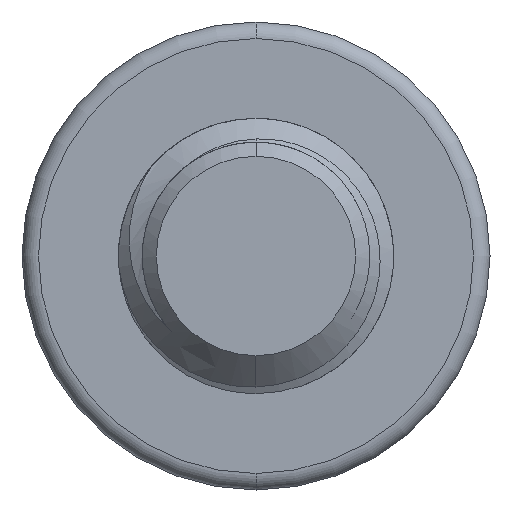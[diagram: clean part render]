
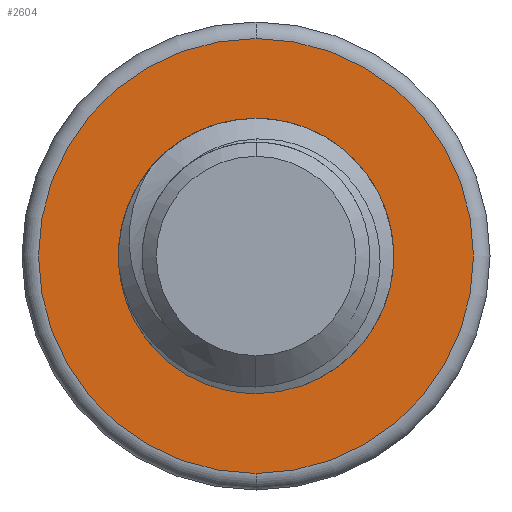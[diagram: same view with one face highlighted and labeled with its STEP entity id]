
A CAD part, front view. The second image highlights one B-rep face of the part: STEP entity #2604.
In plain terms, the highlighted planar face has unit normal (0, -1, 0).
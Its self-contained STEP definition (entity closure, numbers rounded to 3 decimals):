
#11 = ORIENTED_EDGE ( 'NONE', *, *, #547, .T. ) ;
#57 = VERTEX_POINT ( 'NONE', #2268 ) ;
#84 = EDGE_CURVE ( 'NONE', #57, #5576, #1957, .T. ) ;
#139 = ORIENTED_EDGE ( 'NONE', *, *, #3383, .T. ) ;
#143 = EDGE_CURVE ( 'NONE', #5576, #57, #4070, .T. ) ;
#220 = AXIS2_PLACEMENT_3D ( 'NONE', #4249, #2686, #3681 ) ;
#541 = DIRECTION ( 'NONE',  ( 0., 1., 0. ) ) ;
#547 = EDGE_CURVE ( 'NONE', #6596, #2216, #5336, .T. ) ;
#666 = CARTESIAN_POINT ( 'NONE',  ( 0., 85., 0. ) ) ;
#674 = CARTESIAN_POINT ( 'NONE',  ( 0., 85., 2.5 ) ) ;
#966 = FACE_OUTER_BOUND ( 'NONE', #2180, .T. ) ;
#1505 = DIRECTION ( 'NONE',  ( 0., 1., 0. ) ) ;
#1517 = CARTESIAN_POINT ( 'NONE',  ( 0., 85., 3.95 ) ) ;
#1579 = CARTESIAN_POINT ( 'NONE',  ( 0., 85., -2.5 ) ) ;
#1799 = DIRECTION ( 'NONE',  ( 0., 0., 1. ) ) ;
#1957 = CIRCLE ( 'NONE', #3943, 3.95 ) ;
#2074 = AXIS2_PLACEMENT_3D ( 'NONE', #7064, #1505, #3742 ) ;
#2180 = EDGE_LOOP ( 'NONE', ( #4585, #6829 ) ) ;
#2216 = VERTEX_POINT ( 'NONE', #1579 ) ;
#2268 = CARTESIAN_POINT ( 'NONE',  ( 0., 85., -3.95 ) ) ;
#2604 = ADVANCED_FACE ( 'NONE', ( #966, #5937 ), #6489, .F. ) ;
#2686 = DIRECTION ( 'NONE',  ( 0., 1., 0. ) ) ;
#3207 = DIRECTION ( 'NONE',  ( 0., 0., 1. ) ) ;
#3316 = CARTESIAN_POINT ( 'NONE',  ( 0., 85., 0. ) ) ;
#3383 = EDGE_CURVE ( 'NONE', #2216, #6596, #6879, .T. ) ;
#3681 = DIRECTION ( 'NONE',  ( 0., 0., 1. ) ) ;
#3742 = DIRECTION ( 'NONE',  ( 0., 0., 1. ) ) ;
#3943 = AXIS2_PLACEMENT_3D ( 'NONE', #4069, #5159, #5597 ) ;
#4069 = CARTESIAN_POINT ( 'NONE',  ( 0., 85., 0. ) ) ;
#4070 = CIRCLE ( 'NONE', #4171, 3.95 ) ;
#4171 = AXIS2_PLACEMENT_3D ( 'NONE', #666, #6731, #1799 ) ;
#4249 = CARTESIAN_POINT ( 'NONE',  ( 0., 85., 0. ) ) ;
#4585 = ORIENTED_EDGE ( 'NONE', *, *, #143, .T. ) ;
#5159 = DIRECTION ( 'NONE',  ( 0., -1., 0. ) ) ;
#5336 = CIRCLE ( 'NONE', #6405, 2.5 ) ;
#5576 = VERTEX_POINT ( 'NONE', #1517 ) ;
#5597 = DIRECTION ( 'NONE',  ( 0., 0., 1. ) ) ;
#5937 = FACE_BOUND ( 'NONE', #6252, .T. ) ;
#6252 = EDGE_LOOP ( 'NONE', ( #139, #11 ) ) ;
#6405 = AXIS2_PLACEMENT_3D ( 'NONE', #3316, #541, #3207 ) ;
#6489 = PLANE ( 'NONE',  #220 ) ;
#6596 = VERTEX_POINT ( 'NONE', #674 ) ;
#6731 = DIRECTION ( 'NONE',  ( 0., -1., 0. ) ) ;
#6829 = ORIENTED_EDGE ( 'NONE', *, *, #84, .T. ) ;
#6879 = CIRCLE ( 'NONE', #2074, 2.5 ) ;
#7064 = CARTESIAN_POINT ( 'NONE',  ( 0., 85., 0. ) ) ;
